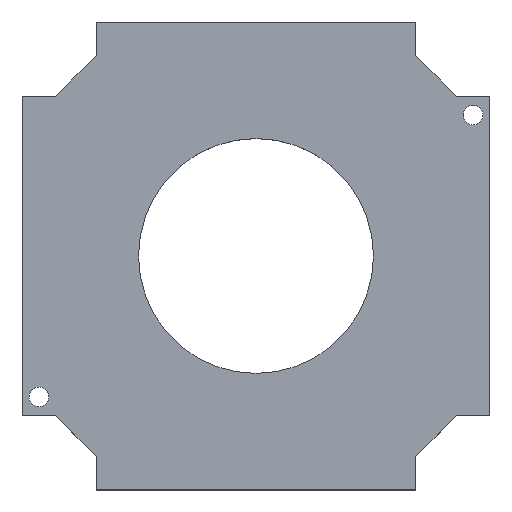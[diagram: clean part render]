
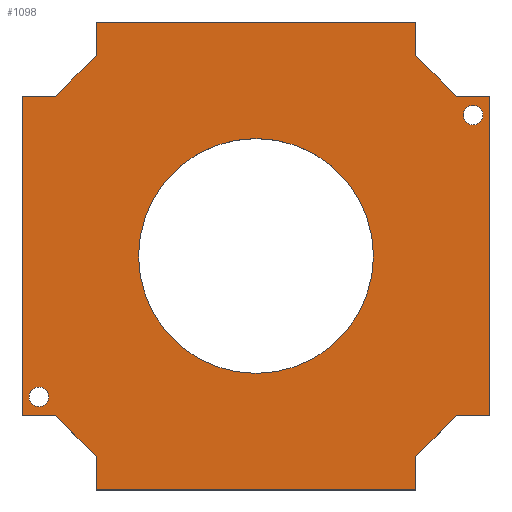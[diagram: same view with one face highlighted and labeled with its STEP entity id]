
A CAD part, top view. The second image highlights one B-rep face of the part: STEP entity #1098.
In plain terms, the highlighted planar face has unit normal (0, 0, 1).
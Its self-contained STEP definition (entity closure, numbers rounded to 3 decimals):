
#24=FACE_BOUND('',#184,.T.);
#25=FACE_BOUND('',#185,.T.);
#26=FACE_BOUND('',#186,.T.);
#28=CIRCLE('',#1133,1.05);
#32=CIRCLE('',#1138,1.05);
#45=CIRCLE('',#1160,12.5);
#116=FACE_OUTER_BOUND('',#183,.T.);
#183=EDGE_LOOP('',(#974,#975,#976,#977,#978,#979,#980,#981,#982,#983,#984,
#985,#986,#987,#988,#989));
#184=EDGE_LOOP('',(#990));
#185=EDGE_LOOP('',(#991));
#186=EDGE_LOOP('',(#992));
#189=LINE('',#1497,#317);
#193=LINE('',#1506,#321);
#196=LINE('',#1510,#324);
#199=LINE('',#1518,#327);
#202=LINE('',#1524,#330);
#205=LINE('',#1530,#333);
#209=LINE('',#1539,#337);
#213=LINE('',#1548,#341);
#216=LINE('',#1552,#344);
#219=LINE('',#1560,#347);
#222=LINE('',#1566,#350);
#226=LINE('',#1573,#354);
#307=LINE('',#1784,#435);
#309=LINE('',#1787,#437);
#311=LINE('',#1790,#439);
#314=LINE('',#1796,#442);
#317=VECTOR('',#1205,10.);
#321=VECTOR('',#1211,10.);
#324=VECTOR('',#1216,10.);
#327=VECTOR('',#1221,10.);
#330=VECTOR('',#1226,10.);
#333=VECTOR('',#1231,10.);
#337=VECTOR('',#1237,10.);
#341=VECTOR('',#1243,10.);
#344=VECTOR('',#1248,10.);
#347=VECTOR('',#1253,10.);
#350=VECTOR('',#1258,10.);
#354=VECTOR('',#1264,10.);
#435=VECTOR('',#1469,10.);
#437=VECTOR('',#1473,10.);
#439=VECTOR('',#1477,10.);
#442=VECTOR('',#1486,10.);
#445=VERTEX_POINT('',#1494);
#446=VERTEX_POINT('',#1496);
#449=VERTEX_POINT('',#1503);
#450=VERTEX_POINT('',#1505);
#453=VERTEX_POINT('',#1515);
#454=VERTEX_POINT('',#1517);
#456=VERTEX_POINT('',#1523);
#458=VERTEX_POINT('',#1529);
#461=VERTEX_POINT('',#1536);
#462=VERTEX_POINT('',#1538);
#465=VERTEX_POINT('',#1545);
#466=VERTEX_POINT('',#1547);
#469=VERTEX_POINT('',#1557);
#470=VERTEX_POINT('',#1559);
#472=VERTEX_POINT('',#1565);
#474=VERTEX_POINT('',#1571);
#478=VERTEX_POINT('',#1580);
#482=VERTEX_POINT('',#1591);
#510=VERTEX_POINT('',#1660);
#545=EDGE_CURVE('',#446,#445,#189,.T.);
#549=EDGE_CURVE('',#450,#449,#193,.T.);
#552=EDGE_CURVE('',#449,#446,#196,.T.);
#555=EDGE_CURVE('',#454,#453,#199,.T.);
#558=EDGE_CURVE('',#456,#454,#202,.T.);
#561=EDGE_CURVE('',#458,#456,#205,.T.);
#565=EDGE_CURVE('',#462,#461,#209,.T.);
#569=EDGE_CURVE('',#466,#465,#213,.T.);
#572=EDGE_CURVE('',#465,#462,#216,.T.);
#575=EDGE_CURVE('',#470,#469,#219,.T.);
#578=EDGE_CURVE('',#472,#470,#222,.T.);
#582=EDGE_CURVE('',#469,#474,#226,.T.);
#586=EDGE_CURVE('',#478,#478,#28,.T.);
#592=EDGE_CURVE('',#482,#482,#32,.T.);
#623=EDGE_CURVE('',#510,#510,#45,.T.);
#685=EDGE_CURVE('',#445,#472,#307,.T.);
#687=EDGE_CURVE('',#461,#450,#309,.T.);
#689=EDGE_CURVE('',#453,#466,#311,.T.);
#692=EDGE_CURVE('',#474,#458,#314,.T.);
#974=ORIENTED_EDGE('',*,*,#692,.T.);
#975=ORIENTED_EDGE('',*,*,#561,.T.);
#976=ORIENTED_EDGE('',*,*,#558,.T.);
#977=ORIENTED_EDGE('',*,*,#555,.T.);
#978=ORIENTED_EDGE('',*,*,#689,.T.);
#979=ORIENTED_EDGE('',*,*,#569,.T.);
#980=ORIENTED_EDGE('',*,*,#572,.T.);
#981=ORIENTED_EDGE('',*,*,#565,.T.);
#982=ORIENTED_EDGE('',*,*,#687,.T.);
#983=ORIENTED_EDGE('',*,*,#549,.T.);
#984=ORIENTED_EDGE('',*,*,#552,.T.);
#985=ORIENTED_EDGE('',*,*,#545,.T.);
#986=ORIENTED_EDGE('',*,*,#685,.T.);
#987=ORIENTED_EDGE('',*,*,#578,.T.);
#988=ORIENTED_EDGE('',*,*,#575,.T.);
#989=ORIENTED_EDGE('',*,*,#582,.T.);
#990=ORIENTED_EDGE('',*,*,#586,.T.);
#991=ORIENTED_EDGE('',*,*,#592,.T.);
#992=ORIENTED_EDGE('',*,*,#623,.T.);
#1040=PLANE('',#1198);
#1098=ADVANCED_FACE('',(#116,#24,#25,#26),#1040,.T.);
#1133=AXIS2_PLACEMENT_3D('',#1582,#1271,#1272);
#1138=AXIS2_PLACEMENT_3D('',#1593,#1283,#1284);
#1160=AXIS2_PLACEMENT_3D('',#1661,#1345,#1346);
#1198=AXIS2_PLACEMENT_3D('',#1797,#1487,#1488);
#1205=DIRECTION('',(1.,0.,0.));
#1211=DIRECTION('',(0.,1.,0.));
#1216=DIRECTION('',(0.707,0.707,0.));
#1221=DIRECTION('',(-1.,0.,0.));
#1226=DIRECTION('',(-0.707,-0.707,0.));
#1231=DIRECTION('',(0.,-1.,0.));
#1237=DIRECTION('',(0.,-1.,0.));
#1243=DIRECTION('',(1.,0.,0.));
#1248=DIRECTION('',(0.707,-0.707,0.));
#1253=DIRECTION('',(-0.707,0.707,0.));
#1258=DIRECTION('',(-1.,0.,0.));
#1264=DIRECTION('',(0.,1.,0.));
#1271=DIRECTION('center_axis',(0.,0.,-1.));
#1272=DIRECTION('ref_axis',(1.,0.,0.));
#1283=DIRECTION('center_axis',(0.,0.,-1.));
#1284=DIRECTION('ref_axis',(1.,0.,0.));
#1345=DIRECTION('center_axis',(0.,0.,-1.));
#1346=DIRECTION('ref_axis',(-1.,0.,0.));
#1469=DIRECTION('',(0.,1.,0.));
#1473=DIRECTION('',(1.,0.,0.));
#1477=DIRECTION('',(0.,-1.,0.));
#1486=DIRECTION('',(-1.,0.,0.));
#1487=DIRECTION('center_axis',(0.,0.,1.));
#1488=DIRECTION('ref_axis',(1.,0.,0.));
#1494=CARTESIAN_POINT('',(24.901,-17.,4.));
#1496=CARTESIAN_POINT('',(21.323,-17.,4.));
#1497=CARTESIAN_POINT('',(21.323,-17.,4.));
#1503=CARTESIAN_POINT('',(17.,-21.323,4.));
#1505=CARTESIAN_POINT('',(17.,-24.901,4.));
#1506=CARTESIAN_POINT('',(17.,-25.101,4.));
#1510=CARTESIAN_POINT('',(17.,-21.323,4.));
#1515=CARTESIAN_POINT('',(-24.901,17.,4.));
#1517=CARTESIAN_POINT('',(-21.323,17.,4.));
#1518=CARTESIAN_POINT('',(-21.323,17.,4.));
#1523=CARTESIAN_POINT('',(-17.,21.323,4.));
#1524=CARTESIAN_POINT('',(-17.,21.323,4.));
#1529=CARTESIAN_POINT('',(-17.,24.901,4.));
#1530=CARTESIAN_POINT('',(-17.,25.101,4.));
#1536=CARTESIAN_POINT('',(-17.,-24.901,4.));
#1538=CARTESIAN_POINT('',(-17.,-21.323,4.));
#1539=CARTESIAN_POINT('',(-17.,-21.323,4.));
#1545=CARTESIAN_POINT('',(-21.323,-17.,4.));
#1547=CARTESIAN_POINT('',(-24.901,-17.,4.));
#1548=CARTESIAN_POINT('',(-25.101,-17.,4.));
#1552=CARTESIAN_POINT('',(-21.323,-17.,4.));
#1557=CARTESIAN_POINT('',(17.,21.323,4.));
#1559=CARTESIAN_POINT('',(21.323,17.,4.));
#1560=CARTESIAN_POINT('',(21.323,17.,4.));
#1565=CARTESIAN_POINT('',(24.901,17.,4.));
#1566=CARTESIAN_POINT('',(25.101,17.,4.));
#1571=CARTESIAN_POINT('',(17.,24.901,4.));
#1573=CARTESIAN_POINT('',(17.,21.323,4.));
#1580=CARTESIAN_POINT('',(22.051,15.,4.));
#1582=CARTESIAN_POINT('Origin',(23.101,15.,4.));
#1591=CARTESIAN_POINT('',(-24.151,-15.,4.));
#1593=CARTESIAN_POINT('Origin',(-23.101,-15.,4.));
#1660=CARTESIAN_POINT('',(12.5,0.,4.));
#1661=CARTESIAN_POINT('Origin',(0.,0.,4.));
#1784=CARTESIAN_POINT('',(24.901,-17.,4.));
#1787=CARTESIAN_POINT('',(-17.,-24.901,4.));
#1790=CARTESIAN_POINT('',(-24.901,17.,4.));
#1796=CARTESIAN_POINT('',(17.,24.901,4.));
#1797=CARTESIAN_POINT('Origin',(0.,0.,4.));
